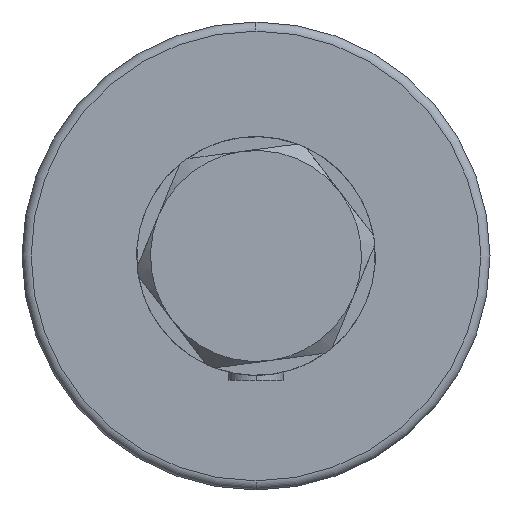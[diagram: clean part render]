
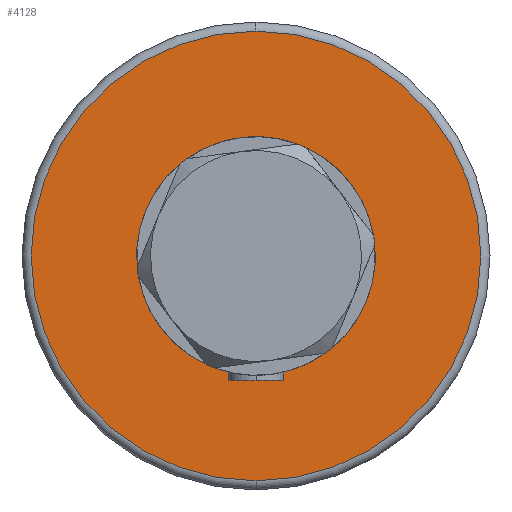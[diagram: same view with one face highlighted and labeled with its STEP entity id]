
A CAD part, left-side view. The second image highlights one B-rep face of the part: STEP entity #4128.
In plain terms, the highlighted face is planar.
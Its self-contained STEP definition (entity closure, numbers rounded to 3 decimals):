
#301 = CIRCLE ( 'NONE', #3434, 49. ) ;
#633 = VERTEX_POINT ( 'NONE', #3889 ) ;
#878 = CARTESIAN_POINT ( 'NONE',  ( 0., 0., 0. ) ) ;
#905 = DIRECTION ( 'NONE',  ( 1., 0., 0. ) ) ;
#1374 = VERTEX_POINT ( 'NONE', #2550 ) ;
#1585 = CARTESIAN_POINT ( 'NONE',  ( 0., 0., 0. ) ) ;
#1724 = ORIENTED_EDGE ( 'NONE', *, *, #1776, .T. ) ;
#1751 = CIRCLE ( 'NONE', #3182, 20. ) ;
#1776 = EDGE_CURVE ( 'NONE', #1374, #3558, #301, .T. ) ;
#1807 = CARTESIAN_POINT ( 'NONE',  ( 49., 0., 0. ) ) ;
#1838 = CARTESIAN_POINT ( 'NONE',  ( 0., 0., 0. ) ) ;
#1871 = DIRECTION ( 'NONE',  ( 1., 0., 0. ) ) ;
#2206 = CIRCLE ( 'NONE', #4164, 49. ) ;
#2462 = AXIS2_PLACEMENT_3D ( 'NONE', #3066, #3099, #1871 ) ;
#2550 = CARTESIAN_POINT ( 'NONE',  ( -49., 0., 0. ) ) ;
#2591 = DIRECTION ( 'NONE',  ( 0., 0., -1. ) ) ;
#2847 = DIRECTION ( 'NONE',  ( 1., 0., 0. ) ) ;
#3019 = ORIENTED_EDGE ( 'NONE', *, *, #3581, .T. ) ;
#3066 = CARTESIAN_POINT ( 'NONE',  ( 0., 0., 0. ) ) ;
#3099 = DIRECTION ( 'NONE',  ( 0., 0., 1. ) ) ;
#3160 = ORIENTED_EDGE ( 'NONE', *, *, #3534, .T. ) ;
#3182 = AXIS2_PLACEMENT_3D ( 'NONE', #1838, #4763, #905 ) ;
#3212 = DIRECTION ( 'NONE',  ( 0., 0., 1. ) ) ;
#3216 = EDGE_LOOP ( 'NONE', ( #3019, #1724 ) ) ;
#3254 = FACE_OUTER_BOUND ( 'NONE', #3216, .T. ) ;
#3359 = CIRCLE ( 'NONE', #2462, 20. ) ;
#3434 = AXIS2_PLACEMENT_3D ( 'NONE', #5539, #5455, #2847 ) ;
#3534 = EDGE_CURVE ( 'NONE', #633, #3767, #1751, .T. ) ;
#3558 = VERTEX_POINT ( 'NONE', #1807 ) ;
#3581 = EDGE_CURVE ( 'NONE', #3558, #1374, #2206, .T. ) ;
#3767 = VERTEX_POINT ( 'NONE', #4611 ) ;
#3889 = CARTESIAN_POINT ( 'NONE',  ( 20., 0., 0. ) ) ;
#3992 = EDGE_CURVE ( 'NONE', #3767, #633, #3359, .T. ) ;
#4049 = PLANE ( 'NONE',  #5269 ) ;
#4109 = FACE_BOUND ( 'NONE', #4554, .T. ) ;
#4128 = ADVANCED_FACE ( 'NONE', ( #3254, #4109 ), #4049, .F. ) ;
#4164 = AXIS2_PLACEMENT_3D ( 'NONE', #878, #2591, #4301 ) ;
#4301 = DIRECTION ( 'NONE',  ( 1., 0., 0. ) ) ;
#4339 = ORIENTED_EDGE ( 'NONE', *, *, #3992, .T. ) ;
#4535 = DIRECTION ( 'NONE',  ( 1., 0., 0. ) ) ;
#4554 = EDGE_LOOP ( 'NONE', ( #3160, #4339 ) ) ;
#4611 = CARTESIAN_POINT ( 'NONE',  ( -20., 0., 0. ) ) ;
#4763 = DIRECTION ( 'NONE',  ( 0., 0., 1. ) ) ;
#5269 = AXIS2_PLACEMENT_3D ( 'NONE', #1585, #3212, #4535 ) ;
#5455 = DIRECTION ( 'NONE',  ( 0., 0., -1. ) ) ;
#5539 = CARTESIAN_POINT ( 'NONE',  ( 0., 0., 0. ) ) ;
